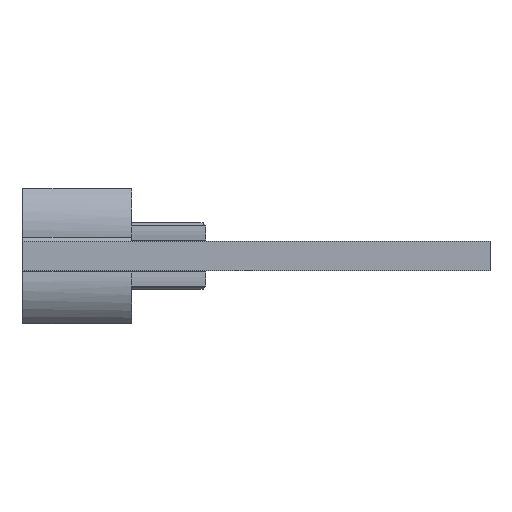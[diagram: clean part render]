
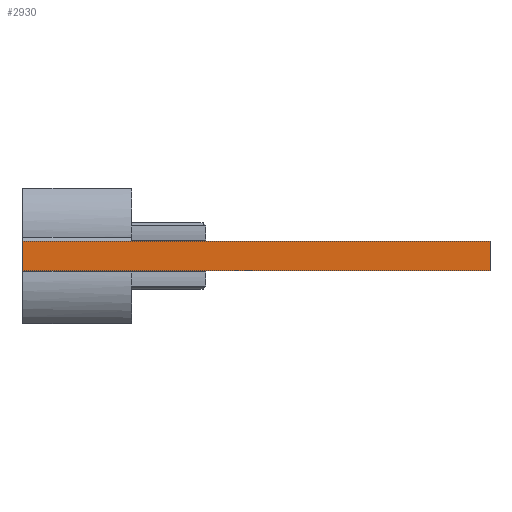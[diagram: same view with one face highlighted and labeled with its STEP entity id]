
A CAD part, front view. The second image highlights one B-rep face of the part: STEP entity #2930.
In plain terms, the highlighted planar face has unit normal (0, -1, 0).
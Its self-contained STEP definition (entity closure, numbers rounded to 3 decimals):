
#2930 = ADVANCED_FACE('',(#2931),#2945,.F.);
#2931 = FACE_BOUND('',#2932,.F.);
#2932 = EDGE_LOOP('',(#2933,#2968,#2996,#3024));
#2933 = ORIENTED_EDGE('',*,*,#2934,.T.);
#2934 = EDGE_CURVE('',#2935,#2937,#2939,.T.);
#2935 = VERTEX_POINT('',#2936);
#2936 = CARTESIAN_POINT('',(140.241,-71.325,0.));
#2937 = VERTEX_POINT('',#2938);
#2938 = CARTESIAN_POINT('',(140.241,-71.325,1.194));
#2939 = SURFACE_CURVE('',#2940,(#2944,#2956),.PCURVE_S1.);
#2940 = LINE('',#2941,#2942);
#2941 = CARTESIAN_POINT('',(140.241,-71.325,0.));
#2942 = VECTOR('',#2943,1.);
#2943 = DIRECTION('',(0.,0.,1.));
#2944 = PCURVE('',#2945,#2950);
#2945 = PLANE('',#2946);
#2946 = AXIS2_PLACEMENT_3D('',#2947,#2948,#2949);
#2947 = CARTESIAN_POINT('',(140.241,-71.325,0.));
#2948 = DIRECTION('',(0.,1.,0.));
#2949 = DIRECTION('',(1.,0.,0.));
#2950 = DEFINITIONAL_REPRESENTATION('',(#2951),#2955);
#2951 = LINE('',#2952,#2953);
#2952 = CARTESIAN_POINT('',(0.,0.));
#2953 = VECTOR('',#2954,1.);
#2954 = DIRECTION('',(0.,-1.));
#2955 = ( GEOMETRIC_REPRESENTATION_CONTEXT(2) 
PARAMETRIC_REPRESENTATION_CONTEXT() REPRESENTATION_CONTEXT('2D SPACE',''
  ) );
#2956 = PCURVE('',#2957,#2962);
#2957 = PLANE('',#2958);
#2958 = AXIS2_PLACEMENT_3D('',#2959,#2960,#2961);
#2959 = CARTESIAN_POINT('',(140.241,-70.274,0.));
#2960 = DIRECTION('',(1.,0.,0.));
#2961 = DIRECTION('',(0.,-1.,0.));
#2962 = DEFINITIONAL_REPRESENTATION('',(#2963),#2967);
#2963 = LINE('',#2964,#2965);
#2964 = CARTESIAN_POINT('',(1.05,0.));
#2965 = VECTOR('',#2966,1.);
#2966 = DIRECTION('',(0.,-1.));
#2967 = ( GEOMETRIC_REPRESENTATION_CONTEXT(2) 
PARAMETRIC_REPRESENTATION_CONTEXT() REPRESENTATION_CONTEXT('2D SPACE',''
  ) );
#2968 = ORIENTED_EDGE('',*,*,#2969,.T.);
#2969 = EDGE_CURVE('',#2937,#2970,#2972,.T.);
#2970 = VERTEX_POINT('',#2971);
#2971 = CARTESIAN_POINT('',(159.271,-71.325,1.194));
#2972 = SURFACE_CURVE('',#2973,(#2977,#2984),.PCURVE_S1.);
#2973 = LINE('',#2974,#2975);
#2974 = CARTESIAN_POINT('',(140.241,-71.325,1.194));
#2975 = VECTOR('',#2976,1.);
#2976 = DIRECTION('',(1.,0.,0.));
#2977 = PCURVE('',#2945,#2978);
#2978 = DEFINITIONAL_REPRESENTATION('',(#2979),#2983);
#2979 = LINE('',#2980,#2981);
#2980 = CARTESIAN_POINT('',(0.,-1.194));
#2981 = VECTOR('',#2982,1.);
#2982 = DIRECTION('',(1.,0.));
#2983 = ( GEOMETRIC_REPRESENTATION_CONTEXT(2) 
PARAMETRIC_REPRESENTATION_CONTEXT() REPRESENTATION_CONTEXT('2D SPACE',''
  ) );
#2984 = PCURVE('',#2985,#2990);
#2985 = PLANE('',#2986);
#2986 = AXIS2_PLACEMENT_3D('',#2987,#2988,#2989);
#2987 = CARTESIAN_POINT('',(147.57,-46.568,1.194));
#2988 = DIRECTION('',(0.,0.,1.));
#2989 = DIRECTION('',(1.,0.,0.));
#2990 = DEFINITIONAL_REPRESENTATION('',(#2991),#2995);
#2991 = LINE('',#2992,#2993);
#2992 = CARTESIAN_POINT('',(-7.329,-24.757));
#2993 = VECTOR('',#2994,1.);
#2994 = DIRECTION('',(1.,0.));
#2995 = ( GEOMETRIC_REPRESENTATION_CONTEXT(2) 
PARAMETRIC_REPRESENTATION_CONTEXT() REPRESENTATION_CONTEXT('2D SPACE',''
  ) );
#2996 = ORIENTED_EDGE('',*,*,#2997,.F.);
#2997 = EDGE_CURVE('',#2998,#2970,#3000,.T.);
#2998 = VERTEX_POINT('',#2999);
#2999 = CARTESIAN_POINT('',(159.271,-71.325,0.));
#3000 = SURFACE_CURVE('',#3001,(#3005,#3012),.PCURVE_S1.);
#3001 = LINE('',#3002,#3003);
#3002 = CARTESIAN_POINT('',(159.271,-71.325,0.));
#3003 = VECTOR('',#3004,1.);
#3004 = DIRECTION('',(0.,0.,1.));
#3005 = PCURVE('',#2945,#3006);
#3006 = DEFINITIONAL_REPRESENTATION('',(#3007),#3011);
#3007 = LINE('',#3008,#3009);
#3008 = CARTESIAN_POINT('',(19.03,0.));
#3009 = VECTOR('',#3010,1.);
#3010 = DIRECTION('',(0.,-1.));
#3011 = ( GEOMETRIC_REPRESENTATION_CONTEXT(2) 
PARAMETRIC_REPRESENTATION_CONTEXT() REPRESENTATION_CONTEXT('2D SPACE',''
  ) );
#3012 = PCURVE('',#3013,#3018);
#3013 = PLANE('',#3014);
#3014 = AXIS2_PLACEMENT_3D('',#3015,#3016,#3017);
#3015 = CARTESIAN_POINT('',(159.271,-71.325,0.));
#3016 = DIRECTION('',(-1.,0.,0.));
#3017 = DIRECTION('',(0.,1.,0.));
#3018 = DEFINITIONAL_REPRESENTATION('',(#3019),#3023);
#3019 = LINE('',#3020,#3021);
#3020 = CARTESIAN_POINT('',(0.,0.));
#3021 = VECTOR('',#3022,1.);
#3022 = DIRECTION('',(0.,-1.));
#3023 = ( GEOMETRIC_REPRESENTATION_CONTEXT(2) 
PARAMETRIC_REPRESENTATION_CONTEXT() REPRESENTATION_CONTEXT('2D SPACE',''
  ) );
#3024 = ORIENTED_EDGE('',*,*,#3025,.F.);
#3025 = EDGE_CURVE('',#2935,#2998,#3026,.T.);
#3026 = SURFACE_CURVE('',#3027,(#3031,#3038),.PCURVE_S1.);
#3027 = LINE('',#3028,#3029);
#3028 = CARTESIAN_POINT('',(140.241,-71.325,0.));
#3029 = VECTOR('',#3030,1.);
#3030 = DIRECTION('',(1.,0.,0.));
#3031 = PCURVE('',#2945,#3032);
#3032 = DEFINITIONAL_REPRESENTATION('',(#3033),#3037);
#3033 = LINE('',#3034,#3035);
#3034 = CARTESIAN_POINT('',(0.,0.));
#3035 = VECTOR('',#3036,1.);
#3036 = DIRECTION('',(1.,0.));
#3037 = ( GEOMETRIC_REPRESENTATION_CONTEXT(2) 
PARAMETRIC_REPRESENTATION_CONTEXT() REPRESENTATION_CONTEXT('2D SPACE',''
  ) );
#3038 = PCURVE('',#3039,#3044);
#3039 = PLANE('',#3040);
#3040 = AXIS2_PLACEMENT_3D('',#3041,#3042,#3043);
#3041 = CARTESIAN_POINT('',(147.57,-46.568,0.));
#3042 = DIRECTION('',(0.,0.,1.));
#3043 = DIRECTION('',(1.,0.,0.));
#3044 = DEFINITIONAL_REPRESENTATION('',(#3045),#3049);
#3045 = LINE('',#3046,#3047);
#3046 = CARTESIAN_POINT('',(-7.329,-24.757));
#3047 = VECTOR('',#3048,1.);
#3048 = DIRECTION('',(1.,0.));
#3049 = ( GEOMETRIC_REPRESENTATION_CONTEXT(2) 
PARAMETRIC_REPRESENTATION_CONTEXT() REPRESENTATION_CONTEXT('2D SPACE',''
  ) );
